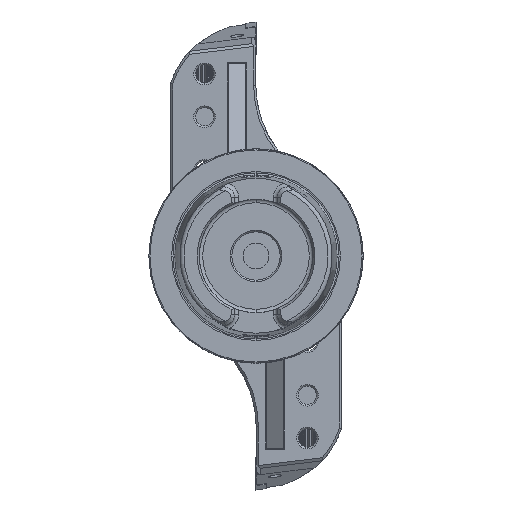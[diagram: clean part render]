
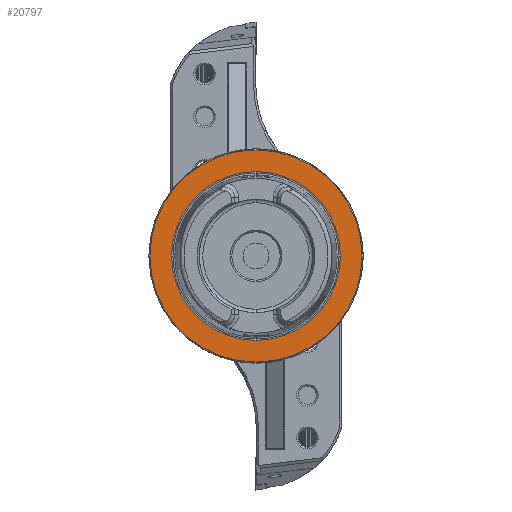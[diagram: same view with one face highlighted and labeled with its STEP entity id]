
A CAD part, left-side view. The second image highlights one B-rep face of the part: STEP entity #20797.
In plain terms, the highlighted planar face has unit normal (-1, 0, 0).
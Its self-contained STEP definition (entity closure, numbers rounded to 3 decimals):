
#3125 = DIRECTION ( 'NONE',  ( 0., 0., 1. ) ) ;
#4868 = VERTEX_POINT ( 'NONE', #98012 ) ;
#7822 = CIRCLE ( 'NONE', #87966, 39.405 ) ;
#9185 = VERTEX_POINT ( 'NONE', #89214 ) ;
#9926 = EDGE_LOOP ( 'NONE', ( #13784, #39891 ) ) ;
#13550 = CIRCLE ( 'NONE', #23004, 49.5 ) ;
#13784 = ORIENTED_EDGE ( 'NONE', *, *, #21463, .F. ) ;
#15158 = EDGE_LOOP ( 'NONE', ( #39032, #18714 ) ) ;
#18036 = AXIS2_PLACEMENT_3D ( 'NONE', #18198, #71364, #25786 ) ;
#18198 = CARTESIAN_POINT ( 'NONE',  ( 0., 0., 0. ) ) ;
#18490 = AXIS2_PLACEMENT_3D ( 'NONE', #82582, #90229, #44619 ) ;
#18714 = ORIENTED_EDGE ( 'NONE', *, *, #74408, .T. ) ;
#20797 = ADVANCED_FACE ( 'NONE', ( #86473, #48321 ), #29356, .F. ) ;
#21463 = EDGE_CURVE ( 'NONE', #4868, #55924, #7822, .T. ) ;
#21789 = CARTESIAN_POINT ( 'NONE',  ( 0., 0., 49.5 ) ) ;
#23004 = AXIS2_PLACEMENT_3D ( 'NONE', #85066, #39459, #92725 ) ;
#25456 = CIRCLE ( 'NONE', #18036, 39.405 ) ;
#25786 = DIRECTION ( 'NONE',  ( 0., 0., 1. ) ) ;
#29356 = PLANE ( 'NONE',  #18490 ) ;
#30796 = CARTESIAN_POINT ( 'NONE',  ( 0., 0., -39.405 ) ) ;
#33131 = EDGE_CURVE ( 'NONE', #55924, #4868, #25456, .T. ) ;
#36535 = AXIS2_PLACEMENT_3D ( 'NONE', #94282, #48652, #3125 ) ;
#38840 = CARTESIAN_POINT ( 'NONE',  ( 0., 0., 0. ) ) ;
#39032 = ORIENTED_EDGE ( 'NONE', *, *, #77825, .T. ) ;
#39459 = DIRECTION ( 'NONE',  ( -1., 0., 0. ) ) ;
#39891 = ORIENTED_EDGE ( 'NONE', *, *, #33131, .F. ) ;
#44619 = DIRECTION ( 'NONE',  ( 0., 0., -1. ) ) ;
#46477 = DIRECTION ( 'NONE',  ( 0., 0., 1. ) ) ;
#48321 = FACE_OUTER_BOUND ( 'NONE', #15158, .T. ) ;
#48652 = DIRECTION ( 'NONE',  ( -1., 0., 0. ) ) ;
#55924 = VERTEX_POINT ( 'NONE', #30796 ) ;
#71233 = VERTEX_POINT ( 'NONE', #21789 ) ;
#71364 = DIRECTION ( 'NONE',  ( -1., 0., 0. ) ) ;
#74408 = EDGE_CURVE ( 'NONE', #9185, #71233, #13550, .T. ) ;
#76739 = CIRCLE ( 'NONE', #36535, 49.5 ) ;
#77825 = EDGE_CURVE ( 'NONE', #71233, #9185, #76739, .T. ) ;
#82582 = CARTESIAN_POINT ( 'NONE',  ( 0., 49.5, 0. ) ) ;
#85066 = CARTESIAN_POINT ( 'NONE',  ( 0., 0., 0. ) ) ;
#86473 = FACE_BOUND ( 'NONE', #9926, .T. ) ;
#87966 = AXIS2_PLACEMENT_3D ( 'NONE', #38840, #92093, #46477 ) ;
#89214 = CARTESIAN_POINT ( 'NONE',  ( 0., 0., -49.5 ) ) ;
#90229 = DIRECTION ( 'NONE',  ( 1., 0., 0. ) ) ;
#92093 = DIRECTION ( 'NONE',  ( -1., 0., 0. ) ) ;
#92725 = DIRECTION ( 'NONE',  ( 0., 0., 1. ) ) ;
#94282 = CARTESIAN_POINT ( 'NONE',  ( 0., 0., 0. ) ) ;
#98012 = CARTESIAN_POINT ( 'NONE',  ( 0., 0., 39.405 ) ) ;
